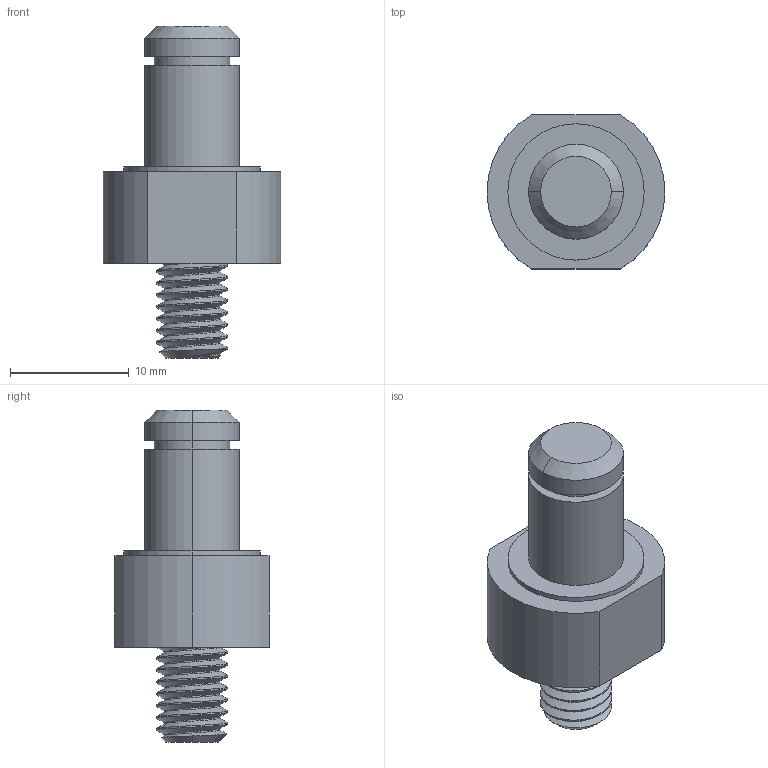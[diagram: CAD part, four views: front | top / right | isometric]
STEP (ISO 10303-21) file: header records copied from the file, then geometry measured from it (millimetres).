
FILE_DESCRIPTION (( 'STEP AP203' ), '1' );
FILE_NAME ('2435K35_Idler Rotary Shaft.STEP', '2021-09-14T00:07:27', ( 'Administrator' ), ( 'Managed by Terraform' ), 'SwSTEP 2.0', 'SolidWorks 2017', '' );
FILE_SCHEMA (( 'CONFIG_CONTROL_DESIGN' ));
Length unit declared in the file: millimetre
Products named in the file (1): 2435K35_Idler Rotary Shaft
Bounding box: 15 x 12.99 x 28 mm (x, y, z)
Volume: 2077 mm3; surface area: 1246.7 mm2
Topology: 1 solids, 1 shells, 43 faces, 105 edges, 69 vertices
Faces by surface type: cylinder 27, plane 9, cone 4, bspline 3
Entity records: 3662 total; most frequent: CARTESIAN_POINT 2667, ORIENTED_EDGE 210, DIRECTION 174, EDGE_CURVE 105, VERTEX_POINT 69, AXIS2_PLACEMENT_3D 69, EDGE_LOOP 48, FACE_OUTER_BOUND 43
